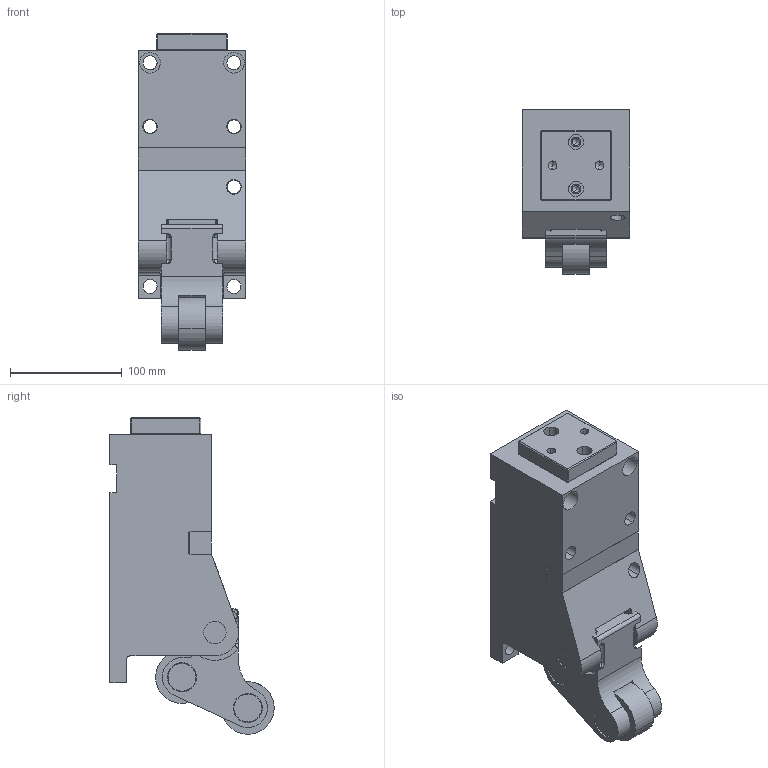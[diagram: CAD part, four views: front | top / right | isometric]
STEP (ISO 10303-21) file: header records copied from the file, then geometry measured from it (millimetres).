
FILE_DESCRIPTION(('CATIA V5 STEP Exchange'),'2;1');
FILE_NAME('CPUN_10000_50_45.stp','2015-11-17T07:50:19+00:00',('none'),('none'),'CATIA Version 5 Release 20 GA (IN-10)','CATIA V5 STEP AP203','none');
FILE_SCHEMA(('CONFIG_CONTROL_DESIGN'));
Length unit declared in the file: millimetre
Products named in the file (1): CPUN-10000-50-45
Bounding box: 96 x 147 x 283.01 mm (x, y, z)
Volume: 1771450.6 mm3; surface area: 293000.3 mm2
Topology: 4 solids, 19 shells, 401 faces, 1015 edges, 637 vertices
Faces by surface type: cylinder 168, plane 124, cone 65, torus 30, sphere 12, bspline 2
Entity records: 12241 total; most frequent: CARTESIAN_POINT 3124, ORIENTED_EDGE 1966, DIRECTION 1566, EDGE_CURVE 983, AXIS2_PLACEMENT_3D 781, VERTEX_POINT 637, EDGE_LOOP 464, VECTOR 444
